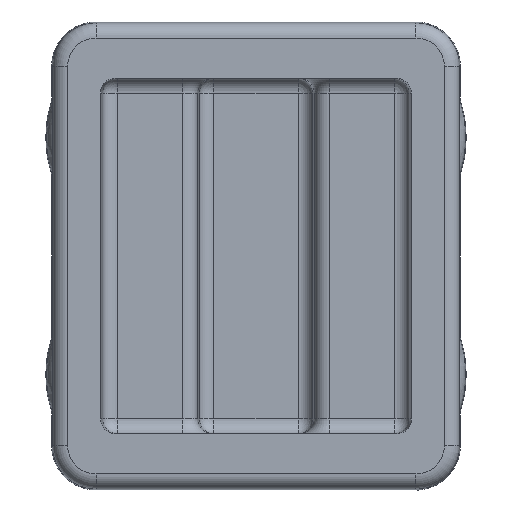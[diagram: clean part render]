
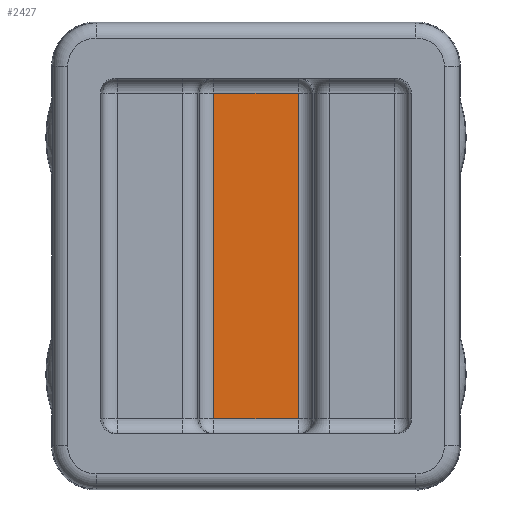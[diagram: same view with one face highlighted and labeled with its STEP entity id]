
A CAD part, front view. The second image highlights one B-rep face of the part: STEP entity #2427.
In plain terms, the highlighted planar face has unit normal (0, -1, 0).
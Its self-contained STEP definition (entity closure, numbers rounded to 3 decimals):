
#77 = DIRECTION ( 'NONE',  ( -1., 0., 0. ) ) ;
#166 = VECTOR ( 'NONE', #794, 1000. ) ;
#215 = DIRECTION ( 'NONE',  ( 0., 0., 1. ) ) ;
#266 = ORIENTED_EDGE ( 'NONE', *, *, #512, .T. ) ;
#437 = VECTOR ( 'NONE', #215, 1000. ) ;
#438 = LINE ( 'NONE', #491, #437 ) ;
#489 = CARTESIAN_POINT ( 'NONE',  ( -1.421, 1., -5.5 ) ) ;
#491 = CARTESIAN_POINT ( 'NONE',  ( 1.421, 1., 5.5 ) ) ;
#512 = EDGE_CURVE ( 'NONE', #2148, #2592, #438, .T. ) ;
#723 = CARTESIAN_POINT ( 'NONE',  ( -1.895, 1., -6. ) ) ;
#794 = DIRECTION ( 'NONE',  ( 0., 0., -1. ) ) ;
#944 = LINE ( 'NONE', #489, #166 ) ;
#1010 = LINE ( 'NONE', #1231, #1653 ) ;
#1029 = AXIS2_PLACEMENT_3D ( 'NONE', #723, #2736, #1394 ) ;
#1064 = ORIENTED_EDGE ( 'NONE', *, *, #1313, .T. ) ;
#1225 = CARTESIAN_POINT ( 'NONE',  ( -1.421, 1., -5.5 ) ) ;
#1231 = CARTESIAN_POINT ( 'NONE',  ( -1.895, 1., -5.5 ) ) ;
#1313 = EDGE_CURVE ( 'NONE', #2150, #2148, #1010, .T. ) ;
#1327 = CARTESIAN_POINT ( 'NONE',  ( -1.421, 1., 5.5 ) ) ;
#1394 = DIRECTION ( 'NONE',  ( -1., 0., 0. ) ) ;
#1449 = DIRECTION ( 'NONE',  ( 1., 0., 0. ) ) ;
#1472 = LINE ( 'NONE', #2001, #2370 ) ;
#1653 = VECTOR ( 'NONE', #1449, 1000. ) ;
#2001 = CARTESIAN_POINT ( 'NONE',  ( -1.394, 1., 5.5 ) ) ;
#2148 = VERTEX_POINT ( 'NONE', #2565 ) ;
#2150 = VERTEX_POINT ( 'NONE', #1225 ) ;
#2153 = ORIENTED_EDGE ( 'NONE', *, *, #2183, .T. ) ;
#2183 = EDGE_CURVE ( 'NONE', #2516, #2150, #944, .T. ) ;
#2370 = VECTOR ( 'NONE', #77, 1000. ) ;
#2427 = ADVANCED_FACE ( 'NONE', ( #3088 ), #2511, .F. ) ;
#2511 = PLANE ( 'NONE',  #1029 ) ;
#2516 = VERTEX_POINT ( 'NONE', #1327 ) ;
#2521 = ORIENTED_EDGE ( 'NONE', *, *, #2569, .T. ) ;
#2565 = CARTESIAN_POINT ( 'NONE',  ( 1.421, 1., -5.5 ) ) ;
#2569 = EDGE_CURVE ( 'NONE', #2592, #2516, #1472, .T. ) ;
#2592 = VERTEX_POINT ( 'NONE', #2691 ) ;
#2691 = CARTESIAN_POINT ( 'NONE',  ( 1.421, 1., 5.5 ) ) ;
#2736 = DIRECTION ( 'NONE',  ( 0., 1., 0. ) ) ;
#2738 = EDGE_LOOP ( 'NONE', ( #2153, #1064, #266, #2521 ) ) ;
#3088 = FACE_OUTER_BOUND ( 'NONE', #2738, .T. ) ;
